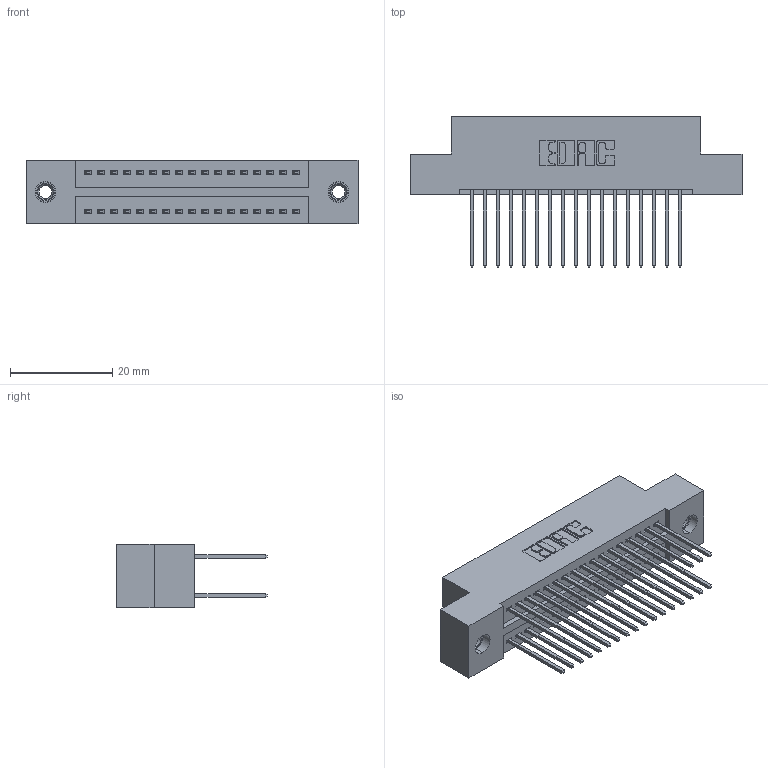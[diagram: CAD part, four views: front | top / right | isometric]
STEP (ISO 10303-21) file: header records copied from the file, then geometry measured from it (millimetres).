
FILE_DESCRIPTION (( 'STEP AP203' ), '1' );
FILE_NAME ('325-034-540-207.STEP', '2020-02-24T20:09:27', ( '' ), ( '' ), 'SwSTEP 2.0', 'SolidWorks 2016', '' );
FILE_SCHEMA (( 'CONFIG_CONTROL_DESIGN' ));
Length unit declared in the file: inch
Products named in the file (4): 325-034-540-207; 345-250-001_345-250-005-103; 325-292-001_325-293-140; 325 Part_TI
Assembly tree (37 placements, depth 2):
  325-034-540-207
    325 Part_TI
    325-292-001_325-293-140  x34
    345-250-001_345-250-005-103  x2
Bounding box: 64.9 x 29.46 x 12.45 mm (x, y, z)
Volume: 8269 mm3; surface area: 10055.5 mm2
Topology: 37 solids, 37 shells, 1942 faces, 5717 edges, 3758 vertices
Faces by surface type: plane 1326, cylinder 600, cone 12, torus 4
Entity records: 15374 total; most frequent: CARTESIAN_POINT 2561, ORIENTED_EDGE 2490, DIRECTION 2263, EDGE_CURVE 1245, VECTOR 1097, LINE 1097, VERTEX_POINT 824, AXIS2_PLACEMENT_3D 583
